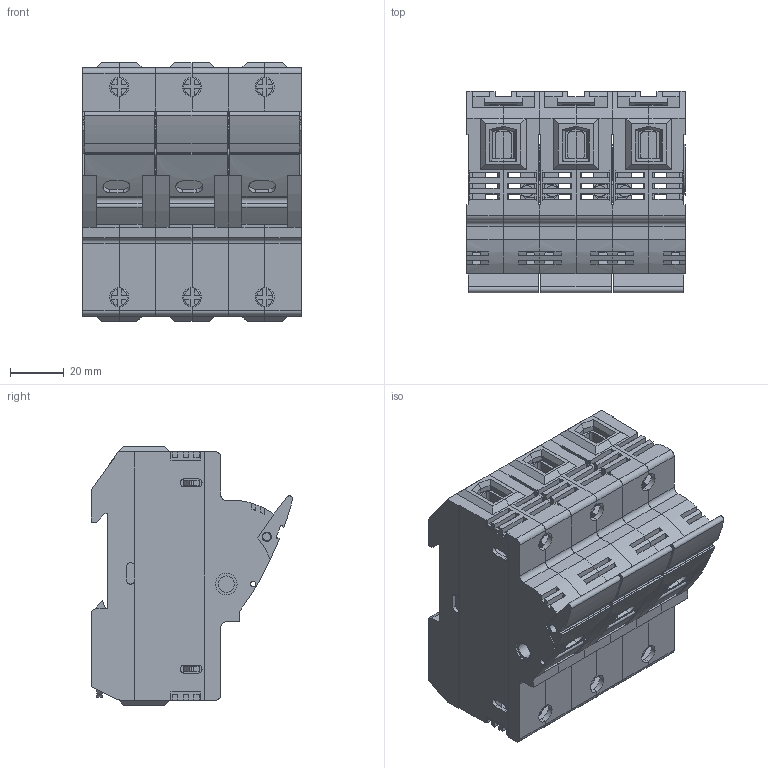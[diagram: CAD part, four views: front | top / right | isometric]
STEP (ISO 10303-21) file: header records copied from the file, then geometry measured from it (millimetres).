
FILE_DESCRIPTION((''),'2;1');
FILE_NAME('31118000.stp','2013-12-04T10:40:22',('AloisWeiner'),(''),'Autodesk Inventor 2013','Autodesk Inventor 2013','');
FILE_SCHEMA(('AUTOMOTIVE_DESIGN { 1 0 10303 214 1 1 1 1 }'));
Length unit declared in the file: millimetre
Products named in the file (9): 31118000; 31115000; 79604000; 79605000; 30104000; 79606000; 79613000; 79614000; 82034000
Assembly tree (16 placements, depth 3):
  31118000
    31115000  x3
      79604000
      79605000
      30104000
      79606000
      79613000
    79614000  x6
    82034000
Bounding box: 81 x 74.58 x 96 mm (x, y, z)
Volume: 171611.5 mm3; surface area: 136930.4 mm2
Topology: 25 solids, 25 shells, 1773 faces, 5229 edges, 3416 vertices
Faces by surface type: plane 1415, cylinder 334, torus 12, bspline 12
Full cylindrical faces by diameter (mm): 2 x6, 3 x4, 3.5 x3, 4 x6, 6 x6, 8 x18, 16 x3, 19 x3
Entity records: 17809 total; most frequent: CARTESIAN_POINT 3227, ORIENTED_EDGE 3076, DIRECTION 2862, EDGE_CURVE 1538, VECTOR 1280, LINE 1280, VERTEX_POINT 1012, AXIS2_PLACEMENT_3D 791
